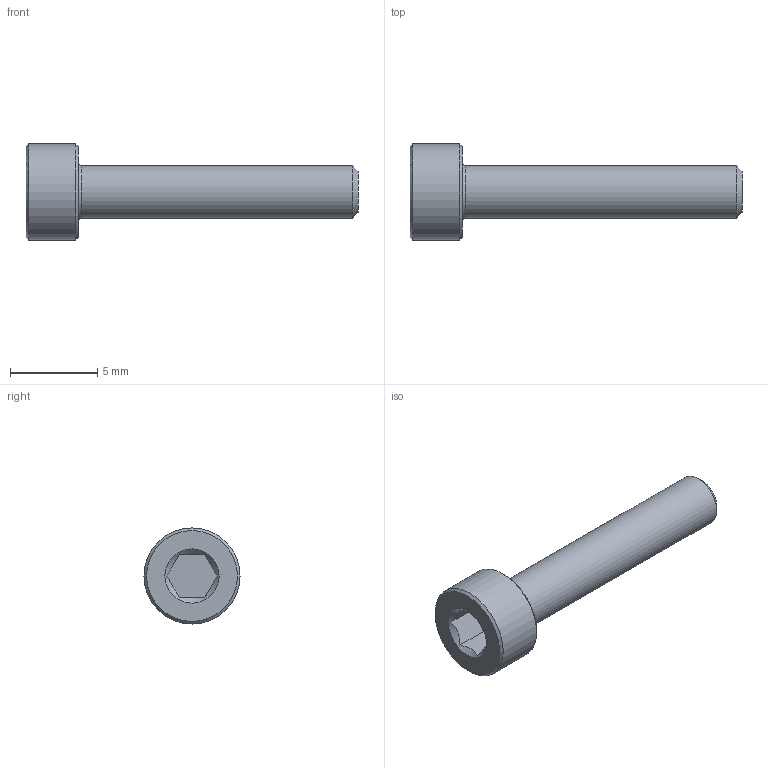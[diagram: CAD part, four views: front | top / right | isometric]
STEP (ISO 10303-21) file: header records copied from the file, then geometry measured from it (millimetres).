
FILE_DESCRIPTION(/* description */ (''),/* implementation_level */ '2;1');
FILE_NAME(/* name */ 'M3x16.step',/* time_stamp */ '2024-09-27T18:23:23+02:00',/* author */ (''),/* organization */ (''),/* preprocessor_version */ 'ST-DEVELOPER v20',/* originating_system */ 'Autodesk Translation Framework v13.20.0.188',/* authorisation */ '');
FILE_SCHEMA (('AUTOMOTIVE_DESIGN { 1 0 10303 214 3 1 1 }'));
Length unit declared in the file: millimetre
Products named in the file (1): M3x16
Bounding box: 19 x 5.5 x 5.5 mm (x, y, z)
Volume: 172.5 mm3; surface area: 260.7 mm2
Topology: 1 solids, 1 shells, 17 faces, 37 edges, 24 vertices
Faces by surface type: plane 10, cone 4, cylinder 2, torus 1
Full cylindrical faces by diameter (mm): 3 x1, 5.5 x1
Entity records: 500 total; most frequent: CARTESIAN_POINT 93, DIRECTION 78, ORIENTED_EDGE 74, EDGE_CURVE 37, AXIS2_PLACEMENT_3D 30, VERTEX_POINT 24, EDGE_LOOP 19, LINE 18
